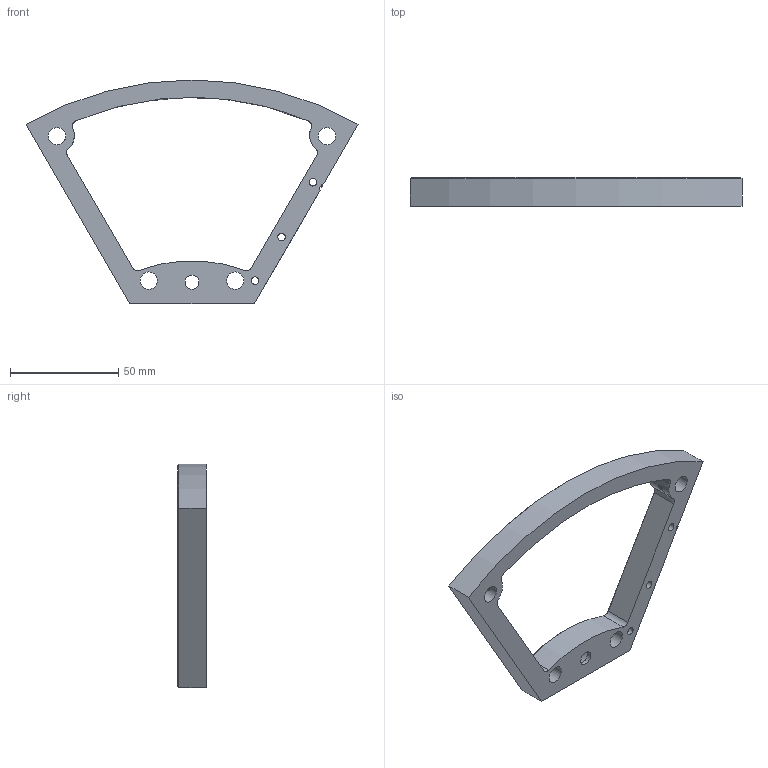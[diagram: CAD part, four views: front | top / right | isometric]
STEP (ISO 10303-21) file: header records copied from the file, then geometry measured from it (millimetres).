
FILE_DESCRIPTION(/* description */ (''),/* implementation_level */ '2;1');
FILE_NAME(/* name */ 'Bottom Plate v2 v1.step',/* time_stamp */ '2022-04-06T19:43:06-04:00',/* author */ (''),/* organization */ (''),/* preprocessor_version */ 'ST-DEVELOPER v18.1',/* originating_system */ 'Autodesk Translation Framework v10.14.0.1471',/* authorisation */ '');
FILE_SCHEMA (('AUTOMOTIVE_DESIGN { 1 0 10303 214 3 1 1 }'));
Length unit declared in the file: inch
Products named in the file (1): Bottom Plate v2
Bounding box: 153.7 x 13.26 x 103.7 mm (x, y, z)
Volume: 47349.4 mm3; surface area: 19543.4 mm2
Topology: 2 solids, 2 shells, 99 faces, 251 edges, 160 vertices
Faces by surface type: cylinder 44, plane 21, bspline 20, cone 13, torus 1
Full cylindrical faces by diameter (mm): 2.02 x10, 2.845 x8, 3.505 x3, 4.826 x1, 6.477 x1, 8 x4, 16.637 x1
Entity records: 6297 total; most frequent: CARTESIAN_POINT 4053, ORIENTED_EDGE 502, DIRECTION 366, EDGE_CURVE 251, VERTEX_POINT 160, AXIS2_PLACEMENT_3D 139, EDGE_LOOP 123, B_SPLINE_CURVE_WITH_KNOTS 104
